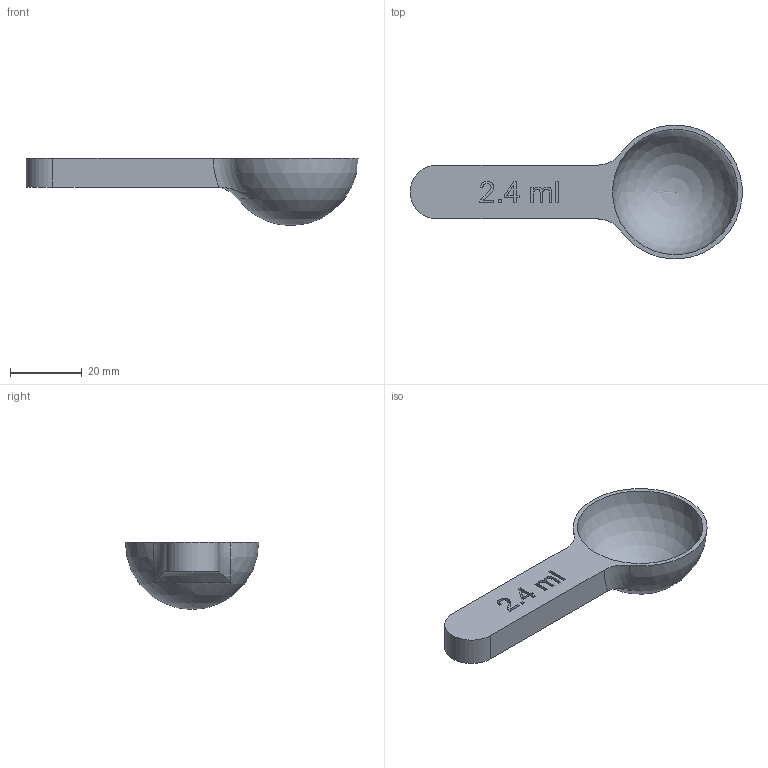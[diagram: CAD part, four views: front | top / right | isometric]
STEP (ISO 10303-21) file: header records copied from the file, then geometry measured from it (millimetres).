
FILE_DESCRIPTION(/* description */ ('','CAx-IF Rec.Pracs.---Representation and Presentation of Product Manufacturing Information (PMI)---4.0---2014-10-13'),/* implementation_level */ '2;1');
FILE_NAME(/* name */ 'cuchara v2.step',/* time_stamp */ '2025-02-12T11:14:10-05:00',/* author */ (''),/* organization */ (''),/* preprocessor_version */ 'ST-DEVELOPER v20',/* originating_system */ 'Autodesk Translation Framework v13.20.0.188',/* authorisation */ '');
FILE_SCHEMA (('AP242_MANAGED_MODEL_BASED_3D_ENGINEERING_MIM_LF { 1 0 10303 442 1 1 4 }'));
Length unit declared in the file: millimetre
Products named in the file (1): cuchara
Bounding box: 92.63 x 37.28 x 18.7 mm (x, y, z)
Volume: 9118.2 mm3; surface area: 6867.8 mm2
Topology: 1 solids, 1 shells, 88 faces, 243 edges, 162 vertices
Faces by surface type: plane 47, bspline 35, torus 3, sphere 2, cylinder 1
Entity records: 3151 total; most frequent: CARTESIAN_POINT 1111, ORIENTED_EDGE 482, DIRECTION 290, EDGE_CURVE 241, VERTEX_POINT 162, LINE 152, VECTOR 152, EDGE_LOOP 95
